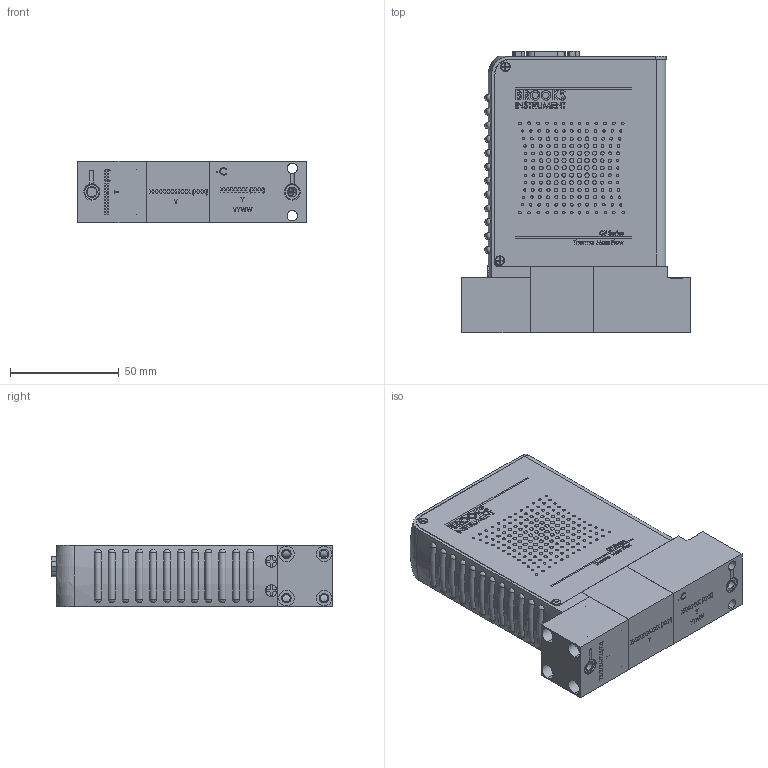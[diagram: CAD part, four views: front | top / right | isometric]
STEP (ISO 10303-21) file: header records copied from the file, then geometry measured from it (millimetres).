
FILE_DESCRIPTION (( 'STEP AP203' ), '1' );
FILE_NAME ('GF125-CX-TX.STEP', '2017-04-13T18:39:48', ( 'mrutkowski' ), ( 'Hewlett-Packard Company' ), 'SwSTEP 2.0', 'SolidWorks 2014', '' );
FILE_SCHEMA (( 'CONFIG_CONTROL_DESIGN' ));
Length unit declared in the file: inch
Products named in the file (1): GF125-CX-TX
Bounding box: 104.95 x 129.41 x 28.46 mm (x, y, z)
Surface area: 61373.4 mm2 (no closed solid volume)
Topology: 0 solids, 222 shells, 818 faces, 4076 edges, 3480 vertices
Faces by surface type: plane 507, cylinder 199, bspline 43, torus 33, cone 32, sphere 4
Entity records: 50590 total; most frequent: CARTESIAN_POINT 18817, DIRECTION 6239, ORIENTED_EDGE 5360, EDGE_CURVE 4068, VERTEX_POINT 3476, LINE 2405, VECTOR 2405, AXIS2_PLACEMENT_3D 1917
